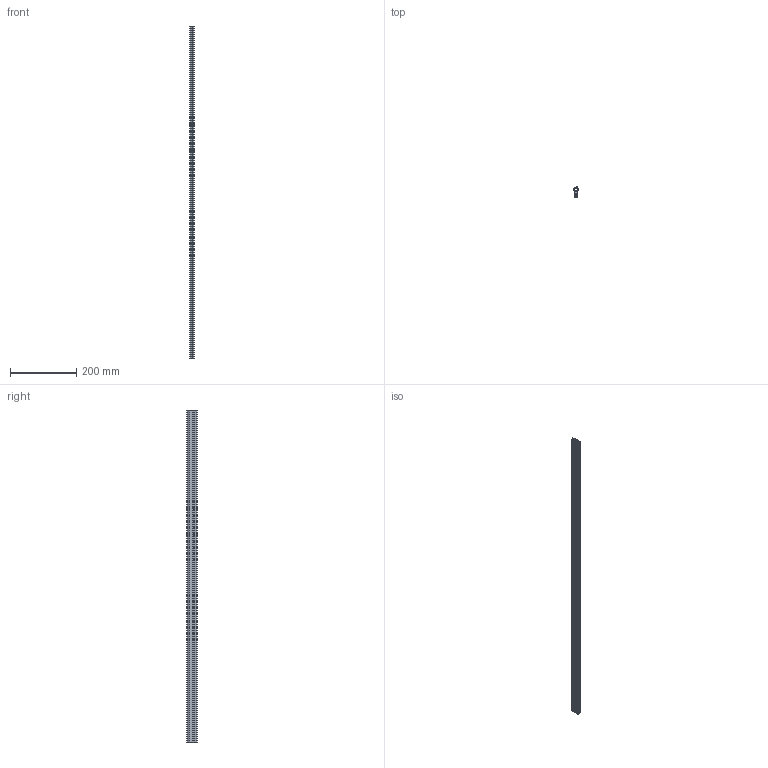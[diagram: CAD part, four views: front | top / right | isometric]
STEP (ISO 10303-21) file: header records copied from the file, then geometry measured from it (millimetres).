
FILE_DESCRIPTION(('HOOPS Exchange Step'),'2;1');
FILE_NAME('export-BEEBB811-7D61-470A-B18B-682585344C61.stp','2021-11-24T16:58:21+01:00',('Gebruiker'),('Alibre'),'HOOPS Exchange 2021.0','Alibre','Unknown authorisation');
FILE_SCHEMA( ('AP242_MANAGED_MODEL_BASED_3D_ENGINEERING_MIM_LF {1 0 10303 442 1 1 4 }') );
Length unit declared in the file: millimetre
Products named in the file (1): 5712 Edge trim clamping profile 24500820
Bounding box: 13.29 x 30.5 x 1000 mm (x, y, z)
Volume: 163094.3 mm3; surface area: 145128.6 mm2
Topology: 1 solids, 1 shells, 49 faces, 141 edges, 94 vertices
Faces by surface type: cylinder 32, plane 17
Entity records: 1703 total; most frequent: DIRECTION 307, CARTESIAN_POINT 286, ORIENTED_EDGE 282, EDGE_CURVE 141, AXIS2_PLACEMENT_3D 115, VERTEX_POINT 94, VECTOR 77, LINE 77
